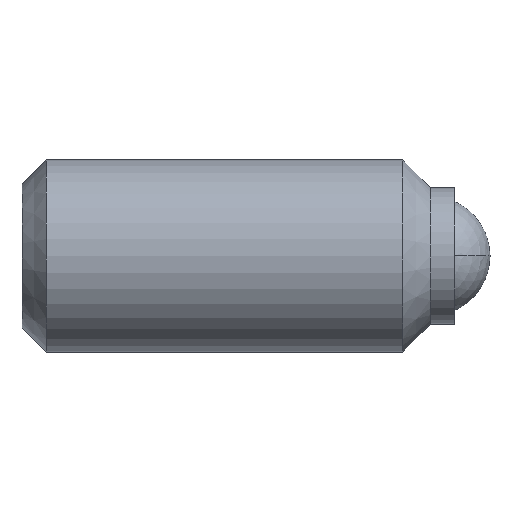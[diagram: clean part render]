
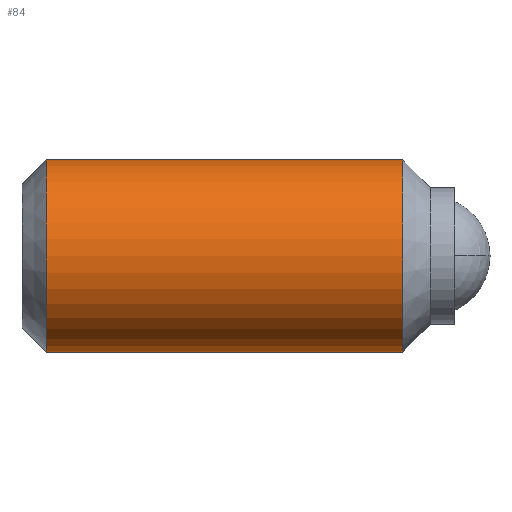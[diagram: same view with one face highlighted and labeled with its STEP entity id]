
A CAD part, top view. The second image highlights one B-rep face of the part: STEP entity #84.
In plain terms, the highlighted cylindrical face has radius 4 mm (diameter 8 mm), a partial arc.
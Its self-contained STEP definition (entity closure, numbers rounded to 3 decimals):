
#84 = ADVANCED_FACE( '', ( #116 ), #117, .T. );
#116 = FACE_OUTER_BOUND( '', #165, .T. );
#117 = CYLINDRICAL_SURFACE( '', #166, 4. );
#165 = EDGE_LOOP( '', ( #262, #263, #264, #265 ) );
#166 = AXIS2_PLACEMENT_3D( '', #266, #267, #268 );
#262 = ORIENTED_EDGE( '', *, *, #379, .T. );
#263 = ORIENTED_EDGE( '', *, *, #392, .F. );
#264 = ORIENTED_EDGE( '', *, *, #380, .T. );
#265 = ORIENTED_EDGE( '', *, *, #393, .T. );
#266 = CARTESIAN_POINT( '', ( 8.425, 0., 0. ) );
#267 = DIRECTION( '', ( 1., 0., 0. ) );
#268 = DIRECTION( '', ( 0., 1., 0. ) );
#379 = EDGE_CURVE( '', #464, #469, #470, .T. );
#380 = EDGE_CURVE( '', #471, #466, #472, .T. );
#392 = EDGE_CURVE( '', #471, #469, #492, .T. );
#393 = EDGE_CURVE( '', #466, #464, #493, .T. );
#464 = VERTEX_POINT( '', #550 );
#466 = VERTEX_POINT( '', #553 );
#469 = VERTEX_POINT( '', #557 );
#470 = LINE( '', #558, #559 );
#471 = VERTEX_POINT( '', #560 );
#472 = LINE( '', #561, #562 );
#492 = CIRCLE( '', #590, 4. );
#493 = CIRCLE( '', #591, 4. );
#550 = CARTESIAN_POINT( '', ( 15.85, 4., 0. ) );
#553 = CARTESIAN_POINT( '', ( 15.85, -4., 0. ) );
#557 = CARTESIAN_POINT( '', ( 1., 4., 0. ) );
#558 = CARTESIAN_POINT( '', ( 8.425, 4., 0. ) );
#559 = VECTOR( '', #671, 1. );
#560 = CARTESIAN_POINT( '', ( 1., -4., 0. ) );
#561 = CARTESIAN_POINT( '', ( 8.425, -4., 0. ) );
#562 = VECTOR( '', #672, 1. );
#590 = AXIS2_PLACEMENT_3D( '', #690, #691, #692 );
#591 = AXIS2_PLACEMENT_3D( '', #693, #694, #695 );
#671 = DIRECTION( '', ( -1., 0., 0. ) );
#672 = DIRECTION( '', ( 1., 0., 0. ) );
#690 = CARTESIAN_POINT( '', ( 1., 0., 0. ) );
#691 = DIRECTION( '', ( -1., 0., 0. ) );
#692 = DIRECTION( '', ( 0., 1., 0. ) );
#693 = CARTESIAN_POINT( '', ( 15.85, 0., 0. ) );
#694 = DIRECTION( '', ( -1., 0., 0. ) );
#695 = DIRECTION( '', ( 0., 1., 0. ) );
